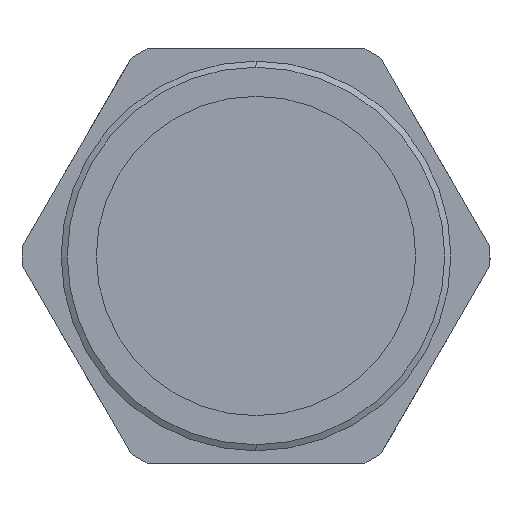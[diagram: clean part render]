
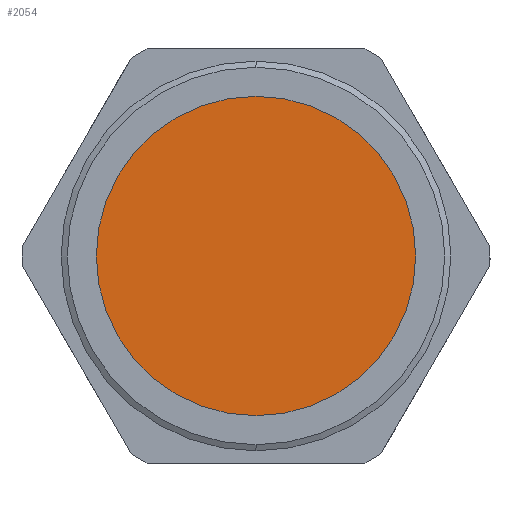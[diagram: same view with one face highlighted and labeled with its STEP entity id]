
A CAD part, front view. The second image highlights one B-rep face of the part: STEP entity #2054.
In plain terms, the highlighted planar face has unit normal (0, -1, 0).
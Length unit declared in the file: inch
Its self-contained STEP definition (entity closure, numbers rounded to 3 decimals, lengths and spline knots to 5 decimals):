
#291 = DIRECTION ( 'NONE',  ( 0., 0., 1. ) ) ;
#292 = DIRECTION ( 'NONE',  ( 0., 1., 0. ) ) ;
#293 = CARTESIAN_POINT ( 'NONE',  ( -0.455, 0.27, 0. ) ) ;
#294 = AXIS2_PLACEMENT_3D ( 'NONE', #293, #292, #291 ) ;
#295 = PLANE ( 'NONE',  #294 ) ;
#296 = FACE_OUTER_BOUND ( 'NONE', #2055, .T. ) ;
#386 = VERTEX_POINT ( 'NONE', #1099 ) ;
#447 = VERTEX_POINT ( 'NONE', #1144 ) ;
#448 = EDGE_CURVE ( 'NONE', #386, #447, #1143, .T. ) ;
#657 = ORIENTED_EDGE ( 'NONE', *, *, #658, .T. ) ;
#658 = EDGE_CURVE ( 'NONE', #447, #386, #1387, .T. ) ;
#659 = ORIENTED_EDGE ( 'NONE', *, *, #448, .T. ) ;
#1099 = CARTESIAN_POINT ( 'NONE',  ( 0., 0.27, 0.455 ) ) ;
#1139 = DIRECTION ( 'NONE',  ( 0., 0., -1. ) ) ;
#1140 = DIRECTION ( 'NONE',  ( 0., -1., 0. ) ) ;
#1141 = CARTESIAN_POINT ( 'NONE',  ( 0., 0.27, 0. ) ) ;
#1142 = AXIS2_PLACEMENT_3D ( 'NONE', #1141, #1140, #1139 ) ;
#1143 = CIRCLE ( 'NONE', #1142, 0.455 ) ;
#1144 = CARTESIAN_POINT ( 'NONE',  ( 0., 0.27, -0.455 ) ) ;
#1383 = DIRECTION ( 'NONE',  ( 0., 0., -1. ) ) ;
#1384 = DIRECTION ( 'NONE',  ( 0., -1., 0. ) ) ;
#1385 = CARTESIAN_POINT ( 'NONE',  ( 0., 0.27, 0. ) ) ;
#1386 = AXIS2_PLACEMENT_3D ( 'NONE', #1385, #1384, #1383 ) ;
#1387 = CIRCLE ( 'NONE', #1386, 0.455 ) ;
#2054 = ADVANCED_FACE ( 'NONE', ( #296 ), #295, .F. ) ;
#2055 = EDGE_LOOP ( 'NONE', ( #657, #659 ) ) ;
